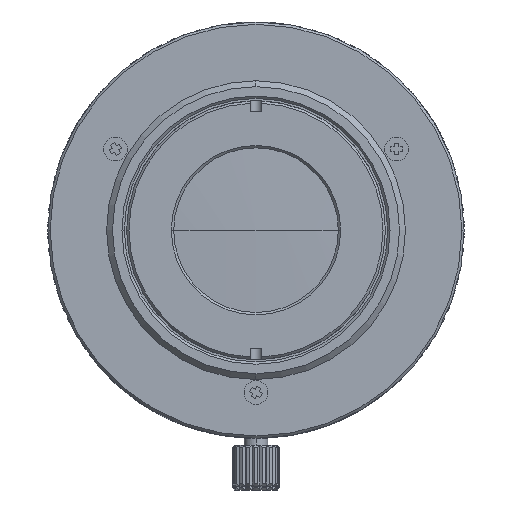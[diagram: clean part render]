
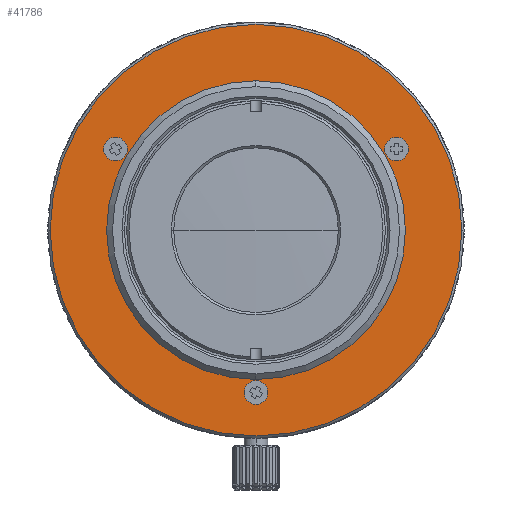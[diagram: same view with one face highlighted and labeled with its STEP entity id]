
A CAD part, front view. The second image highlights one B-rep face of the part: STEP entity #41786.
In plain terms, the highlighted planar face has unit normal (0, -1, 0).
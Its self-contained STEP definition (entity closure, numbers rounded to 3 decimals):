
#275 = DIRECTION ( 'NONE',  ( 0., 0., -1. ) ) ;
#654 = ORIENTED_EDGE ( 'NONE', *, *, #16011, .T. ) ;
#1219 = CARTESIAN_POINT ( 'NONE',  ( -11.951, -1.3, 7.9 ) ) ;
#1584 = ORIENTED_EDGE ( 'NONE', *, *, #14534, .T. ) ;
#2863 = EDGE_CURVE ( 'NONE', #11948, #11389, #19814, .T. ) ;
#3022 = DIRECTION ( 'NONE',  ( 0., 1., 0. ) ) ;
#3653 = EDGE_LOOP ( 'NONE', ( #48154, #40424 ) ) ;
#3970 = DIRECTION ( 'NONE',  ( 0., 1., 0. ) ) ;
#3974 = CARTESIAN_POINT ( 'NONE',  ( 0., -1.3, -14.8 ) ) ;
#4664 = CARTESIAN_POINT ( 'NONE',  ( 18.2, -1.3, 18.213 ) ) ;
#4687 = AXIS2_PLACEMENT_3D ( 'NONE', #40283, #24208, #36118 ) ;
#6002 = VERTEX_POINT ( 'NONE', #50694 ) ;
#6048 = EDGE_LOOP ( 'NONE', ( #49655, #654 ) ) ;
#7410 = DIRECTION ( 'NONE',  ( 0., 1., 0. ) ) ;
#8025 = CIRCLE ( 'NONE', #27087, 1. ) ;
#8309 = FACE_BOUND ( 'NONE', #6048, .T. ) ;
#8561 = PLANE ( 'NONE',  #49397 ) ;
#9351 = VERTEX_POINT ( 'NONE', #44987 ) ;
#9421 = EDGE_LOOP ( 'NONE', ( #28944, #20293 ) ) ;
#10300 = CARTESIAN_POINT ( 'NONE',  ( 17.5, -1.3, 0. ) ) ;
#10707 = CARTESIAN_POINT ( 'NONE',  ( 0., -1.3, 0. ) ) ;
#11362 = EDGE_CURVE ( 'NONE', #9351, #26234, #41614, .T. ) ;
#11389 = VERTEX_POINT ( 'NONE', #48433 ) ;
#11948 = VERTEX_POINT ( 'NONE', #27003 ) ;
#12478 = CIRCLE ( 'NONE', #31591, 12.1 ) ;
#12793 = EDGE_CURVE ( 'NONE', #27281, #40106, #24116, .T. ) ;
#13077 = ORIENTED_EDGE ( 'NONE', *, *, #37152, .T. ) ;
#14218 = AXIS2_PLACEMENT_3D ( 'NONE', #40654, #20400, #25079 ) ;
#14534 = EDGE_CURVE ( 'NONE', #40106, #27281, #17013, .T. ) ;
#15842 = FACE_BOUND ( 'NONE', #41787, .T. ) ;
#15992 = EDGE_CURVE ( 'NONE', #6002, #19196, #8025, .T. ) ;
#16011 = EDGE_CURVE ( 'NONE', #11389, #11948, #37036, .T. ) ;
#16397 = EDGE_CURVE ( 'NONE', #26234, #9351, #38743, .T. ) ;
#16451 = CARTESIAN_POINT ( 'NONE',  ( 0., -1.3, 0. ) ) ;
#17013 = CIRCLE ( 'NONE', #35232, 17.5 ) ;
#19196 = VERTEX_POINT ( 'NONE', #1219 ) ;
#19206 = ORIENTED_EDGE ( 'NONE', *, *, #12793, .T. ) ;
#19799 = DIRECTION ( 'NONE',  ( 0., 0., -1. ) ) ;
#19814 = CIRCLE ( 'NONE', #25602, 1. ) ;
#20086 = CIRCLE ( 'NONE', #44999, 1. ) ;
#20099 = DIRECTION ( 'NONE',  ( -1., 0., 0. ) ) ;
#20293 = ORIENTED_EDGE ( 'NONE', *, *, #11362, .T. ) ;
#20400 = DIRECTION ( 'NONE',  ( 0., 1., 0. ) ) ;
#22233 = CARTESIAN_POINT ( 'NONE',  ( 11.951, -1.3, 6.9 ) ) ;
#23249 = DIRECTION ( 'NONE',  ( 0., 0., -1. ) ) ;
#23393 = DIRECTION ( 'NONE',  ( 0., -1., 0. ) ) ;
#23949 = DIRECTION ( 'NONE',  ( 0., -1., 0. ) ) ;
#23998 = DIRECTION ( 'NONE',  ( 0., -1., 0. ) ) ;
#24116 = CIRCLE ( 'NONE', #48162, 17.5 ) ;
#24208 = DIRECTION ( 'NONE',  ( 0., 1., 0. ) ) ;
#25079 = DIRECTION ( 'NONE',  ( 0., 0., -1. ) ) ;
#25602 = AXIS2_PLACEMENT_3D ( 'NONE', #22233, #3022, #33407 ) ;
#26234 = VERTEX_POINT ( 'NONE', #3974 ) ;
#27003 = CARTESIAN_POINT ( 'NONE',  ( 11.951, -1.3, 5.9 ) ) ;
#27087 = AXIS2_PLACEMENT_3D ( 'NONE', #39522, #3970, #19799 ) ;
#27134 = CARTESIAN_POINT ( 'NONE',  ( 0., -1.3, 0. ) ) ;
#27281 = VERTEX_POINT ( 'NONE', #10300 ) ;
#28435 = VERTEX_POINT ( 'NONE', #35226 ) ;
#28944 = ORIENTED_EDGE ( 'NONE', *, *, #16397, .T. ) ;
#29110 = CARTESIAN_POINT ( 'NONE',  ( 0., -1.3, 0. ) ) ;
#29409 = EDGE_CURVE ( 'NONE', #28435, #46991, #12478, .T. ) ;
#30697 = DIRECTION ( 'NONE',  ( 0., 0., -1. ) ) ;
#31269 = AXIS2_PLACEMENT_3D ( 'NONE', #44129, #31680, #43871 ) ;
#31591 = AXIS2_PLACEMENT_3D ( 'NONE', #27134, #7410, #23249 ) ;
#31680 = DIRECTION ( 'NONE',  ( 0., 1., 0. ) ) ;
#31981 = DIRECTION ( 'NONE',  ( -1., 0., 0. ) ) ;
#32188 = FACE_BOUND ( 'NONE', #3653, .T. ) ;
#33407 = DIRECTION ( 'NONE',  ( 0., 0., -1. ) ) ;
#34701 = ORIENTED_EDGE ( 'NONE', *, *, #29409, .T. ) ;
#34926 = DIRECTION ( 'NONE',  ( 0., 0., -1. ) ) ;
#35063 = EDGE_CURVE ( 'NONE', #19196, #6002, #20086, .T. ) ;
#35226 = CARTESIAN_POINT ( 'NONE',  ( 0., -1.3, -12.1 ) ) ;
#35232 = AXIS2_PLACEMENT_3D ( 'NONE', #16451, #23998, #20099 ) ;
#36118 = DIRECTION ( 'NONE',  ( 0., 0., -1. ) ) ;
#37036 = CIRCLE ( 'NONE', #4687, 1. ) ;
#37152 = EDGE_CURVE ( 'NONE', #46991, #28435, #43439, .T. ) ;
#38469 = AXIS2_PLACEMENT_3D ( 'NONE', #10707, #50678, #30697 ) ;
#38743 = CIRCLE ( 'NONE', #31269, 1. ) ;
#39522 = CARTESIAN_POINT ( 'NONE',  ( -11.951, -1.3, 6.9 ) ) ;
#40106 = VERTEX_POINT ( 'NONE', #44364 ) ;
#40228 = FACE_BOUND ( 'NONE', #9421, .T. ) ;
#40283 = CARTESIAN_POINT ( 'NONE',  ( 11.951, -1.3, 6.9 ) ) ;
#40424 = ORIENTED_EDGE ( 'NONE', *, *, #35063, .T. ) ;
#40654 = CARTESIAN_POINT ( 'NONE',  ( 0., -1.3, -13.8 ) ) ;
#41614 = CIRCLE ( 'NONE', #14218, 1. ) ;
#41786 = ADVANCED_FACE ( 'NONE', ( #43373, #40228, #8309, #32188, #15842 ), #8561, .T. ) ;
#41787 = EDGE_LOOP ( 'NONE', ( #34701, #13077 ) ) ;
#41991 = CARTESIAN_POINT ( 'NONE',  ( 0., -1.3, 12.1 ) ) ;
#43373 = FACE_OUTER_BOUND ( 'NONE', #46884, .T. ) ;
#43439 = CIRCLE ( 'NONE', #38469, 12.1 ) ;
#43871 = DIRECTION ( 'NONE',  ( 0., 0., -1. ) ) ;
#44129 = CARTESIAN_POINT ( 'NONE',  ( 0., -1.3, -13.8 ) ) ;
#44364 = CARTESIAN_POINT ( 'NONE',  ( -17.5, -1.3, 0. ) ) ;
#44987 = CARTESIAN_POINT ( 'NONE',  ( 0., -1.3, -12.8 ) ) ;
#44999 = AXIS2_PLACEMENT_3D ( 'NONE', #50754, #50995, #34926 ) ;
#46884 = EDGE_LOOP ( 'NONE', ( #1584, #19206 ) ) ;
#46991 = VERTEX_POINT ( 'NONE', #41991 ) ;
#48154 = ORIENTED_EDGE ( 'NONE', *, *, #15992, .T. ) ;
#48162 = AXIS2_PLACEMENT_3D ( 'NONE', #29110, #23949, #31981 ) ;
#48433 = CARTESIAN_POINT ( 'NONE',  ( 11.951, -1.3, 7.9 ) ) ;
#49397 = AXIS2_PLACEMENT_3D ( 'NONE', #4664, #23393, #275 ) ;
#49655 = ORIENTED_EDGE ( 'NONE', *, *, #2863, .T. ) ;
#50678 = DIRECTION ( 'NONE',  ( 0., 1., 0. ) ) ;
#50694 = CARTESIAN_POINT ( 'NONE',  ( -11.951, -1.3, 5.9 ) ) ;
#50754 = CARTESIAN_POINT ( 'NONE',  ( -11.951, -1.3, 6.9 ) ) ;
#50995 = DIRECTION ( 'NONE',  ( 0., 1., 0. ) ) ;
